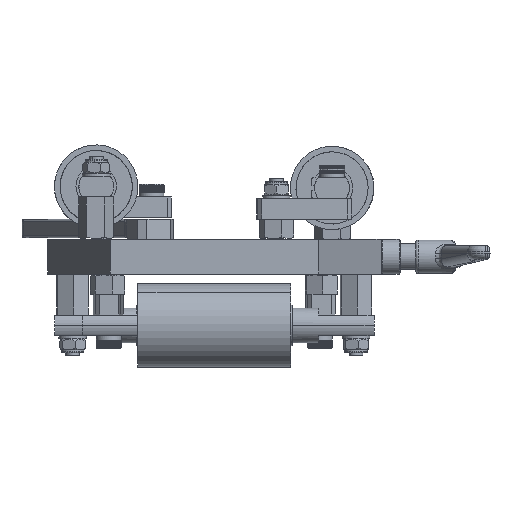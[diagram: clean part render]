
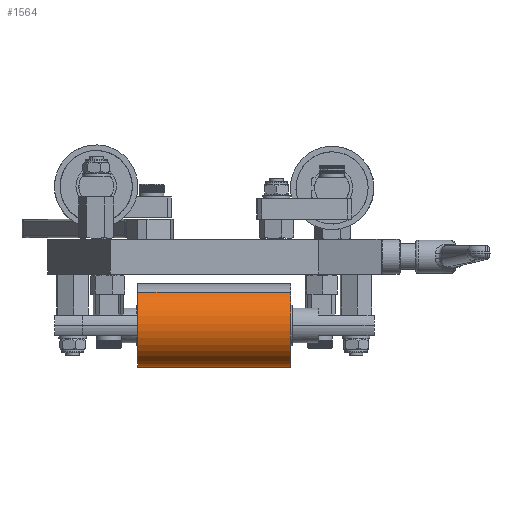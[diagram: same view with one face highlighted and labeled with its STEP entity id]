
A CAD part, front view. The second image highlights one B-rep face of the part: STEP entity #1564.
In plain terms, the highlighted cylindrical face has radius 30 mm (diameter 60 mm), a partial arc.
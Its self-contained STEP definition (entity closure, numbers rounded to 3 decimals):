
#435 = CARTESIAN_POINT ( 'NONE',  ( 65.031, 123.556, -60.779 ) ) ;
#568 = CARTESIAN_POINT ( 'NONE',  ( 65., 105.266, -37. ) ) ;
#716 = VERTEX_POINT ( 'NONE', #435 ) ;
#1564 = ADVANCED_FACE ( 'NONE', ( #51482 ), #15049, .T. ) ;
#4452 = VERTEX_POINT ( 'NONE', #14765 ) ;
#4494 = CIRCLE ( 'NONE', #52381, 30. ) ;
#12287 = VERTEX_POINT ( 'NONE', #19395 ) ;
#13164 = DIRECTION ( 'NONE',  ( -0.001, -0.61, 0.793 ) ) ;
#14765 = CARTESIAN_POINT ( 'NONE',  ( 174.969, 86.789, -13.221 ) ) ;
#15049 = CYLINDRICAL_SURFACE ( 'NONE', #59922, 30. ) ;
#15503 = ORIENTED_EDGE ( 'NONE', *, *, #55135, .T. ) ;
#16002 = VECTOR ( 'NONE', #42929, 1000. ) ;
#17311 = CIRCLE ( 'NONE', #27132, 30. ) ;
#18680 = DIRECTION ( 'NONE',  ( 1., -0.002, 0. ) ) ;
#19395 = CARTESIAN_POINT ( 'NONE',  ( 64.969, 86.975, -13.221 ) ) ;
#19972 = DIRECTION ( 'NONE',  ( 1., -0.002, 0. ) ) ;
#21439 = ORIENTED_EDGE ( 'NONE', *, *, #47377, .F. ) ;
#21684 = DIRECTION ( 'NONE',  ( -1., 0.002, 0. ) ) ;
#21918 = EDGE_CURVE ( 'NONE', #716, #12287, #4494, .T. ) ;
#24062 = ORIENTED_EDGE ( 'NONE', *, *, #47843, .T. ) ;
#25456 = EDGE_LOOP ( 'NONE', ( #21439, #47068, #24062, #15503 ) ) ;
#27132 = AXIS2_PLACEMENT_3D ( 'NONE', #30857, #21684, #58926 ) ;
#28263 = DIRECTION ( 'NONE',  ( 0.001, 0.61, -0.793 ) ) ;
#28669 = CARTESIAN_POINT ( 'NONE',  ( 175.031, 123.37, -60.779 ) ) ;
#30857 = CARTESIAN_POINT ( 'NONE',  ( 175., 105.08, -37. ) ) ;
#34847 = VERTEX_POINT ( 'NONE', #28669 ) ;
#37900 = LINE ( 'NONE', #52208, #56907 ) ;
#39541 = LINE ( 'NONE', #47765, #16002 ) ;
#41057 = CARTESIAN_POINT ( 'NONE',  ( 65., 105.266, -37. ) ) ;
#42929 = DIRECTION ( 'NONE',  ( 1., -0.002, 0. ) ) ;
#47068 = ORIENTED_EDGE ( 'NONE', *, *, #21918, .F. ) ;
#47377 = EDGE_CURVE ( 'NONE', #12287, #4452, #39541, .T. ) ;
#47765 = CARTESIAN_POINT ( 'NONE',  ( 64.969, 86.975, -13.221 ) ) ;
#47843 = EDGE_CURVE ( 'NONE', #716, #34847, #37900, .T. ) ;
#51482 = FACE_OUTER_BOUND ( 'NONE', #25456, .T. ) ;
#52208 = CARTESIAN_POINT ( 'NONE',  ( 65.031, 123.556, -60.779 ) ) ;
#52381 = AXIS2_PLACEMENT_3D ( 'NONE', #41057, #55040, #13164 ) ;
#55040 = DIRECTION ( 'NONE',  ( -1., 0.002, 0. ) ) ;
#55135 = EDGE_CURVE ( 'NONE', #34847, #4452, #17311, .T. ) ;
#56907 = VECTOR ( 'NONE', #18680, 1000. ) ;
#58926 = DIRECTION ( 'NONE',  ( -0.001, -0.61, 0.793 ) ) ;
#59922 = AXIS2_PLACEMENT_3D ( 'NONE', #568, #19972, #28263 ) ;
